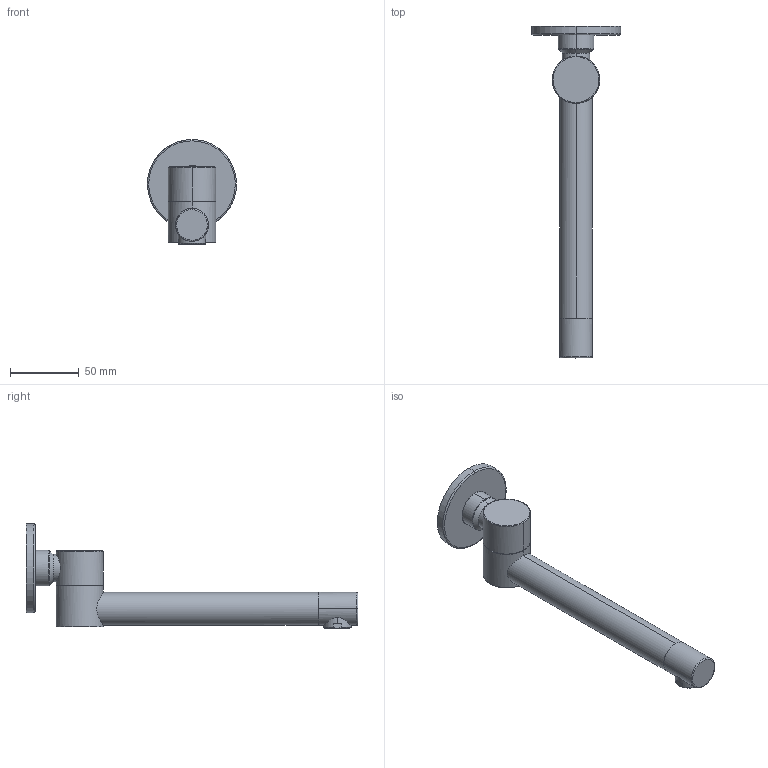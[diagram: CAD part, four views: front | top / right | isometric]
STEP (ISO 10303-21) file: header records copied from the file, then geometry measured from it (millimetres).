
FILE_DESCRIPTION(/* description */ (''),/* implementation_level */ '2;1');
FILE_NAME(/* name */ 'STEP - 100090233_2267212',/* time_stamp */ '2024-07-22T13:48:17+10:00',/* author */ (''),/* organization */ (''),/* preprocessor_version */ 'ST-DEVELOPER v16.5',/* originating_system */ 'Rhino 7.23',/* authorisation */ '');
FILE_SCHEMA (('AUTOMOTIVE_DESIGN'));
Length unit declared in the file: millimetre
Products named in the file (21): Document; 100090233_ASM; 203123840126_ASM; 17029506148-2-1_5; 17029506148-2_2; 17029506148-3; 207042170717; 2080002806011; 208000530601; 208000470601; 206207070126_ASM; 206025380126; 206207070126-1; 205074010126_ASM; 17029506148-4; 17029506148-4-1; 205074000126; 203101619926_ASM; 17029506148-7-3; 17029506148-7-2; 17029506148-7-1
Assembly tree (23 placements, depth 4):
  Document
    100090233_ASM
      203123840126_ASM
        17029506148-2-1_5
        17029506148-2_2
        17029506148-3
      207042170717  x2
      2080002806011  x2
      208000530601  x2
      208000470601
      206207070126_ASM
        206025380126
        206207070126-1
      205074010126_ASM
        17029506148-4
        17029506148-4-1
      205074000126
      203101619926_ASM
        17029506148-7-3
        17029506148-7-2
        17029506148-7-1
Bounding box: 64.91 x 241.8 x 76.5 mm (x, y, z)
Volume: 69670.8 mm3; surface area: 70556.6 mm2
Topology: 18 solids, 24 shells, 836 faces, 2076 edges, 1331 vertices
Faces by surface type: plane 548, cylinder 166, bspline 122
Entity records: 27227 total; most frequent: CARTESIAN_POINT 12777, ORIENTED_EDGE 4054, EDGE_CURVE 2042, B_SPLINE_CURVE_WITH_KNOTS 1536, VERTEX_POINT 1314, EDGE_LOOP 936, DIRECTION 838, ADVANCED_FACE 822
